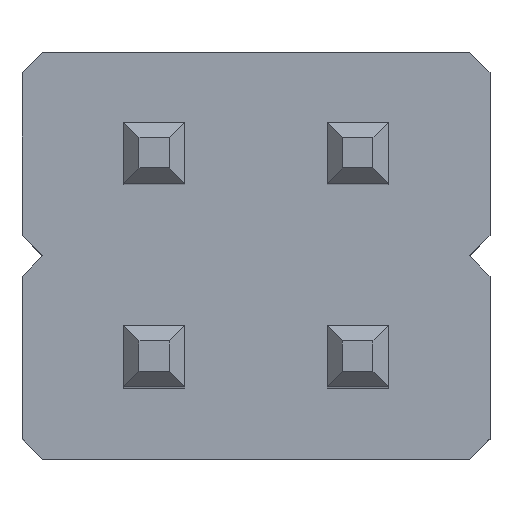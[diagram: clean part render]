
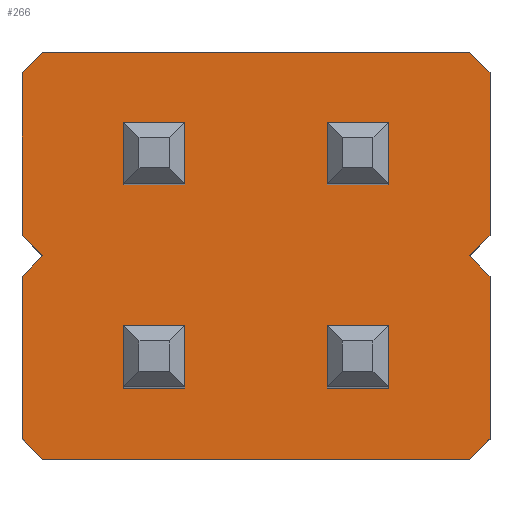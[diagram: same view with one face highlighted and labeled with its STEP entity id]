
A CAD part, top view. The second image highlights one B-rep face of the part: STEP entity #266.
In plain terms, the highlighted planar face has unit normal (0, 0, 1).
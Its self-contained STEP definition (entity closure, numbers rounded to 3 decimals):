
#13=DIRECTION('',(0.,0.,1.));
#24=VERTEX_POINT('',#25);
#25=CARTESIAN_POINT('',(-0.55,0.5,1.));
#28=ORIENTED_EDGE('',*,*,#29,.T.);
#29=EDGE_CURVE('',#24,#30,#32,.T.);
#30=VERTEX_POINT('',#31);
#31=CARTESIAN_POINT('',(-0.65,0.4,1.));
#32=LINE('',#25,#33);
#33=VECTOR('',#34,1.);
#34=DIRECTION('',(-0.707,-0.707,0.));
#45=DIRECTION('',(0.707,-0.707,0.));
#53=VERTEX_POINT('',#54);
#54=CARTESIAN_POINT('',(1.55,0.5,1.));
#56=ORIENTED_EDGE('',*,*,#57,.T.);
#57=EDGE_CURVE('',#53,#24,#58,.T.);
#58=LINE('',#54,#59);
#59=VECTOR('',#60,1.);
#60=DIRECTION('',(-1.,0.,0.));
#72=ORIENTED_EDGE('',*,*,#73,.T.);
#73=EDGE_CURVE('',#30,#74,#76,.T.);
#74=VERTEX_POINT('',#75);
#75=CARTESIAN_POINT('',(-0.65,-0.4,1.));
#76=LINE('',#31,#77);
#77=VECTOR('',#78,1.);
#78=DIRECTION('',(0.,-1.,0.));
#89=DIRECTION('',(1.,0.,0.));
#100=VECTOR('',#45,1.);
#121=VECTOR('',#89,1.);
#127=VECTOR('',#128,1.);
#128=DIRECTION('',(0.707,0.707,0.));
#134=VECTOR('',#135,1.);
#135=DIRECTION('',(0.,1.,0.));
#141=VECTOR('',#142,1.);
#142=DIRECTION('',(-0.707,0.707,0.));
#173=VECTOR('',#174,1.);
#174=DIRECTION('',(-1.,0.,0.));
#266=ADVANCED_FACE('',(#267,#322,#348,#374,#400),#426,.T.);
#267=FACE_BOUND('',#268,.T.);
#268=EDGE_LOOP('',(#28,#72,#269,#274,#279,#284,#289,#294,#299,#304,#309,#314,#319,#56));
#269=ORIENTED_EDGE('',*,*,#270,.T.);
#270=EDGE_CURVE('',#74,#271,#273,.T.);
#271=VERTEX_POINT('',#272);
#272=CARTESIAN_POINT('',(-0.55,-0.5,1.));
#273=LINE('',#75,#100);
#274=ORIENTED_EDGE('',*,*,#275,.T.);
#275=EDGE_CURVE('',#271,#276,#278,.T.);
#276=VERTEX_POINT('',#277);
#277=CARTESIAN_POINT('',(-0.65,-0.6,1.));
#278=LINE('',#272,#33);
#279=ORIENTED_EDGE('',*,*,#280,.T.);
#280=EDGE_CURVE('',#276,#281,#283,.T.);
#281=VERTEX_POINT('',#282);
#282=CARTESIAN_POINT('',(-0.65,-1.4,1.));
#283=LINE('',#277,#77);
#284=ORIENTED_EDGE('',*,*,#285,.T.);
#285=EDGE_CURVE('',#281,#286,#288,.T.);
#286=VERTEX_POINT('',#287);
#287=CARTESIAN_POINT('',(-0.55,-1.5,1.));
#288=LINE('',#282,#100);
#289=ORIENTED_EDGE('',*,*,#290,.T.);
#290=EDGE_CURVE('',#286,#291,#293,.T.);
#291=VERTEX_POINT('',#292);
#292=CARTESIAN_POINT('',(1.55,-1.5,1.));
#293=LINE('',#287,#121);
#294=ORIENTED_EDGE('',*,*,#295,.T.);
#295=EDGE_CURVE('',#291,#296,#298,.T.);
#296=VERTEX_POINT('',#297);
#297=CARTESIAN_POINT('',(1.65,-1.4,1.));
#298=LINE('',#292,#127);
#299=ORIENTED_EDGE('',*,*,#300,.T.);
#300=EDGE_CURVE('',#296,#301,#303,.T.);
#301=VERTEX_POINT('',#302);
#302=CARTESIAN_POINT('',(1.65,-0.6,1.));
#303=LINE('',#297,#134);
#304=ORIENTED_EDGE('',*,*,#305,.T.);
#305=EDGE_CURVE('',#301,#306,#308,.T.);
#306=VERTEX_POINT('',#307);
#307=CARTESIAN_POINT('',(1.55,-0.5,1.));
#308=LINE('',#302,#141);
#309=ORIENTED_EDGE('',*,*,#310,.T.);
#310=EDGE_CURVE('',#306,#311,#313,.T.);
#311=VERTEX_POINT('',#312);
#312=CARTESIAN_POINT('',(1.65,-0.4,1.));
#313=LINE('',#307,#127);
#314=ORIENTED_EDGE('',*,*,#315,.T.);
#315=EDGE_CURVE('',#311,#316,#318,.T.);
#316=VERTEX_POINT('',#317);
#317=CARTESIAN_POINT('',(1.65,0.4,1.));
#318=LINE('',#312,#134);
#319=ORIENTED_EDGE('',*,*,#320,.T.);
#320=EDGE_CURVE('',#316,#53,#321,.T.);
#321=LINE('',#317,#141);
#322=FACE_BOUND('',#323,.T.);
#323=EDGE_LOOP('',(#324,#332,#338,#344));
#324=ORIENTED_EDGE('',*,*,#325,.F.);
#325=EDGE_CURVE('',#326,#328,#330,.T.);
#326=VERTEX_POINT('',#327);
#327=CARTESIAN_POINT('',(1.15,-0.15,1.));
#328=VERTEX_POINT('',#329);
#329=CARTESIAN_POINT('',(1.15,0.15,1.));
#330=LINE('',#331,#134);
#331=CARTESIAN_POINT('',(1.15,-0.325,1.));
#332=ORIENTED_EDGE('',*,*,#333,.T.);
#333=EDGE_CURVE('',#326,#334,#336,.T.);
#334=VERTEX_POINT('',#335);
#335=CARTESIAN_POINT('',(0.85,-0.15,1.));
#336=LINE('',#337,#173);
#337=CARTESIAN_POINT('',(0.675,-0.15,1.));
#338=ORIENTED_EDGE('',*,*,#339,.T.);
#339=EDGE_CURVE('',#334,#340,#342,.T.);
#340=VERTEX_POINT('',#341);
#341=CARTESIAN_POINT('',(0.85,0.15,1.));
#342=LINE('',#343,#134);
#343=CARTESIAN_POINT('',(0.85,-0.325,1.));
#344=ORIENTED_EDGE('',*,*,#345,.F.);
#345=EDGE_CURVE('',#328,#340,#346,.T.);
#346=LINE('',#347,#173);
#347=CARTESIAN_POINT('',(0.675,0.15,1.));
#348=FACE_BOUND('',#349,.T.);
#349=EDGE_LOOP('',(#350,#358,#364,#370));
#350=ORIENTED_EDGE('',*,*,#351,.F.);
#351=EDGE_CURVE('',#352,#354,#356,.T.);
#352=VERTEX_POINT('',#353);
#353=CARTESIAN_POINT('',(1.15,-0.85,1.));
#354=VERTEX_POINT('',#355);
#355=CARTESIAN_POINT('',(0.85,-0.85,1.));
#356=LINE('',#357,#173);
#357=CARTESIAN_POINT('',(0.675,-0.85,1.));
#358=ORIENTED_EDGE('',*,*,#359,.F.);
#359=EDGE_CURVE('',#360,#352,#362,.T.);
#360=VERTEX_POINT('',#361);
#361=CARTESIAN_POINT('',(1.15,-1.15,1.));
#362=LINE('',#363,#134);
#363=CARTESIAN_POINT('',(1.15,-0.825,1.));
#364=ORIENTED_EDGE('',*,*,#365,.T.);
#365=EDGE_CURVE('',#360,#366,#368,.T.);
#366=VERTEX_POINT('',#367);
#367=CARTESIAN_POINT('',(0.85,-1.15,1.));
#368=LINE('',#369,#173);
#369=CARTESIAN_POINT('',(0.675,-1.15,1.));
#370=ORIENTED_EDGE('',*,*,#371,.T.);
#371=EDGE_CURVE('',#366,#354,#372,.T.);
#372=LINE('',#373,#134);
#373=CARTESIAN_POINT('',(0.85,-0.825,1.));
#374=FACE_BOUND('',#375,.T.);
#375=EDGE_LOOP('',(#376,#384,#390,#396));
#376=ORIENTED_EDGE('',*,*,#377,.F.);
#377=EDGE_CURVE('',#378,#380,#382,.T.);
#378=VERTEX_POINT('',#379);
#379=CARTESIAN_POINT('',(0.15,-1.15,1.));
#380=VERTEX_POINT('',#381);
#381=CARTESIAN_POINT('',(0.15,-0.85,1.));
#382=LINE('',#383,#134);
#383=CARTESIAN_POINT('',(0.15,-0.825,1.));
#384=ORIENTED_EDGE('',*,*,#385,.T.);
#385=EDGE_CURVE('',#378,#386,#388,.T.);
#386=VERTEX_POINT('',#387);
#387=CARTESIAN_POINT('',(-0.15,-1.15,1.));
#388=LINE('',#389,#173);
#389=CARTESIAN_POINT('',(0.175,-1.15,1.));
#390=ORIENTED_EDGE('',*,*,#391,.T.);
#391=EDGE_CURVE('',#386,#392,#394,.T.);
#392=VERTEX_POINT('',#393);
#393=CARTESIAN_POINT('',(-0.15,-0.85,1.));
#394=LINE('',#395,#134);
#395=CARTESIAN_POINT('',(-0.15,-0.825,1.));
#396=ORIENTED_EDGE('',*,*,#397,.F.);
#397=EDGE_CURVE('',#380,#392,#398,.T.);
#398=LINE('',#399,#173);
#399=CARTESIAN_POINT('',(0.175,-0.85,1.));
#400=FACE_BOUND('',#401,.T.);
#401=EDGE_LOOP('',(#402,#410,#416,#422));
#402=ORIENTED_EDGE('',*,*,#403,.F.);
#403=EDGE_CURVE('',#404,#406,#408,.T.);
#404=VERTEX_POINT('',#405);
#405=CARTESIAN_POINT('',(0.15,-0.15,1.));
#406=VERTEX_POINT('',#407);
#407=CARTESIAN_POINT('',(0.15,0.15,1.));
#408=LINE('',#409,#134);
#409=CARTESIAN_POINT('',(0.15,-0.325,1.));
#410=ORIENTED_EDGE('',*,*,#411,.T.);
#411=EDGE_CURVE('',#404,#412,#414,.T.);
#412=VERTEX_POINT('',#413);
#413=CARTESIAN_POINT('',(-0.15,-0.15,1.));
#414=LINE('',#415,#173);
#415=CARTESIAN_POINT('',(0.175,-0.15,1.));
#416=ORIENTED_EDGE('',*,*,#417,.T.);
#417=EDGE_CURVE('',#412,#418,#420,.T.);
#418=VERTEX_POINT('',#419);
#419=CARTESIAN_POINT('',(-0.15,0.15,1.));
#420=LINE('',#421,#134);
#421=CARTESIAN_POINT('',(-0.15,-0.325,1.));
#422=ORIENTED_EDGE('',*,*,#423,.F.);
#423=EDGE_CURVE('',#406,#418,#424,.T.);
#424=LINE('',#425,#173);
#425=CARTESIAN_POINT('',(0.175,0.15,1.));
#426=PLANE('',#427);
#427=AXIS2_PLACEMENT_3D('',#428,#13,#89);
#428=CARTESIAN_POINT('',(0.5,-0.5,1.));
